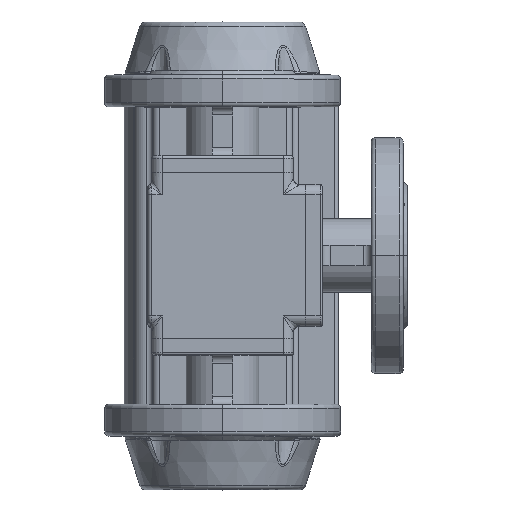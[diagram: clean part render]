
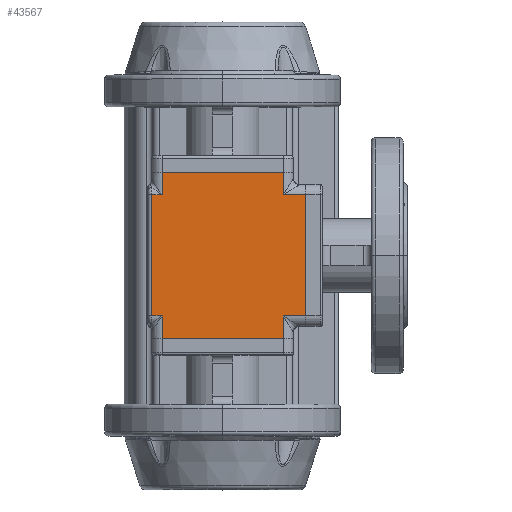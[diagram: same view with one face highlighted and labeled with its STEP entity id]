
A CAD part, top view. The second image highlights one B-rep face of the part: STEP entity #43567.
In plain terms, the highlighted planar face has unit normal (0, 0, 1).
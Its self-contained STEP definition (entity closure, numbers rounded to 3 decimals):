
#1023=PLANE('',#46792);
#2012=LINE('',#62131,#4478);
#2675=LINE('',#70679,#5141);
#2679=LINE('',#70691,#5145);
#2685=LINE('',#70707,#5151);
#2687=LINE('',#70713,#5153);
#2695=LINE('',#70735,#5161);
#2696=LINE('',#70739,#5162);
#2701=LINE('',#70753,#5167);
#2704=LINE('',#70759,#5170);
#2722=LINE('',#70811,#5188);
#2724=LINE('',#70820,#5190);
#2726=LINE('',#70828,#5192);
#4478=VECTOR('',#50666,1000.);
#5141=VECTOR('',#52313,1000.);
#5145=VECTOR('',#52325,1000.);
#5151=VECTOR('',#52343,1000.);
#5153=VECTOR('',#52351,1000.);
#5161=VECTOR('',#52373,1000.);
#5162=VECTOR('',#52378,1000.);
#5167=VECTOR('',#52393,1000.);
#5170=VECTOR('',#52402,1000.);
#5188=VECTOR('',#52456,1000.);
#5190=VECTOR('',#52472,1000.);
#5192=VECTOR('',#52486,1000.);
#11805=ORIENTED_EDGE('',*,*,#24392,.T.);
#11806=ORIENTED_EDGE('',*,*,#23175,.T.);
#11807=ORIENTED_EDGE('',*,*,#24395,.F.);
#11808=ORIENTED_EDGE('',*,*,#24385,.T.);
#11809=ORIENTED_EDGE('',*,*,#24428,.T.);
#11810=ORIENTED_EDGE('',*,*,#24355,.T.);
#11811=ORIENTED_EDGE('',*,*,#24372,.T.);
#11812=ORIENTED_EDGE('',*,*,#24435,.T.);
#11813=ORIENTED_EDGE('',*,*,#24361,.T.);
#11814=ORIENTED_EDGE('',*,*,#24369,.T.);
#11815=ORIENTED_EDGE('',*,*,#24421,.T.);
#11816=ORIENTED_EDGE('',*,*,#24383,.T.);
#23175=EDGE_CURVE('',#29892,#29896,#2012,.T.);
#24355=EDGE_CURVE('',#30708,#30677,#2675,.T.);
#24361=EDGE_CURVE('',#30712,#30688,#2679,.T.);
#24369=EDGE_CURVE('',#30688,#30716,#2685,.T.);
#24372=EDGE_CURVE('',#30677,#30717,#2687,.T.);
#24383=EDGE_CURVE('',#30724,#29908,#2695,.T.);
#24385=EDGE_CURVE('',#29904,#30725,#2696,.T.);
#24392=EDGE_CURVE('',#29908,#29892,#2701,.T.);
#24395=EDGE_CURVE('',#29904,#29896,#2704,.T.);
#24421=EDGE_CURVE('',#30716,#30724,#2722,.T.);
#24428=EDGE_CURVE('',#30725,#30708,#2724,.T.);
#24435=EDGE_CURVE('',#30717,#30712,#2726,.T.);
#29892=VERTEX_POINT('',#62057);
#29896=VERTEX_POINT('',#62130);
#29904=VERTEX_POINT('',#62367);
#29908=VERTEX_POINT('',#62547);
#30677=VERTEX_POINT('',#70111);
#30688=VERTEX_POINT('',#70438);
#30708=VERTEX_POINT('',#70680);
#30712=VERTEX_POINT('',#70692);
#30716=VERTEX_POINT('',#70708);
#30717=VERTEX_POINT('',#70714);
#30724=VERTEX_POINT('',#70736);
#30725=VERTEX_POINT('',#70740);
#36869=EDGE_LOOP('',(#11805,#11806,#11807,#11808,#11809,#11810,#11811,#11812,
#11813,#11814,#11815,#11816));
#40099=FACE_BOUND('',#36869,.T.);
#43567=ADVANCED_FACE('',(#40099),#1023,.F.);
#46792=AXIS2_PLACEMENT_3D('',#70835,#52498,#52499);
#50666=DIRECTION('',(0.,-1.,0.));
#52313=DIRECTION('',(0.,1.,0.));
#52325=DIRECTION('',(-1.,0.,0.));
#52343=DIRECTION('',(0.,1.,0.));
#52351=DIRECTION('',(1.,0.,0.));
#52373=DIRECTION('',(0.,-1.,0.));
#52378=DIRECTION('',(0.,-1.,0.));
#52393=DIRECTION('',(-1.,0.,0.));
#52402=DIRECTION('',(-1.,0.,0.));
#52456=DIRECTION('',(-1.,0.,0.));
#52472=DIRECTION('',(1.,0.,0.));
#52486=DIRECTION('',(0.,1.,0.));
#52498=DIRECTION('',(0.,0.,-1.));
#52499=DIRECTION('',(-1.,0.,0.));
#62057=CARTESIAN_POINT('',(-34.5,29.5,69.));
#62130=CARTESIAN_POINT('',(-34.5,-29.5,69.));
#62131=CARTESIAN_POINT('',(-34.5,0.,69.));
#62367=CARTESIAN_POINT('',(-29.5,-29.5,69.));
#62547=CARTESIAN_POINT('',(-29.5,29.5,69.));
#70111=CARTESIAN_POINT('',(29.5,-29.5,69.));
#70438=CARTESIAN_POINT('',(29.5,29.5,69.));
#70679=CARTESIAN_POINT('',(29.5,-29.5,69.));
#70680=CARTESIAN_POINT('',(29.5,-40.5,69.));
#70691=CARTESIAN_POINT('',(29.5,29.5,69.));
#70692=CARTESIAN_POINT('',(40.5,29.5,69.));
#70707=CARTESIAN_POINT('',(29.5,34.5,69.));
#70708=CARTESIAN_POINT('',(29.5,40.5,69.));
#70713=CARTESIAN_POINT('',(34.5,-29.5,69.));
#70714=CARTESIAN_POINT('',(40.5,-29.5,69.));
#70735=CARTESIAN_POINT('',(-29.5,29.5,69.));
#70736=CARTESIAN_POINT('',(-29.5,40.5,69.));
#70739=CARTESIAN_POINT('',(-29.5,-40.5,69.));
#70740=CARTESIAN_POINT('',(-29.5,-40.5,69.));
#70753=CARTESIAN_POINT('',(-34.5,29.5,69.));
#70759=CARTESIAN_POINT('',(-34.5,-29.5,69.));
#70811=CARTESIAN_POINT('',(-36.5,40.5,69.));
#70820=CARTESIAN_POINT('',(40.5,-40.5,69.));
#70828=CARTESIAN_POINT('',(40.5,0.,69.));
#70835=CARTESIAN_POINT('',(0.,0.,69.));
